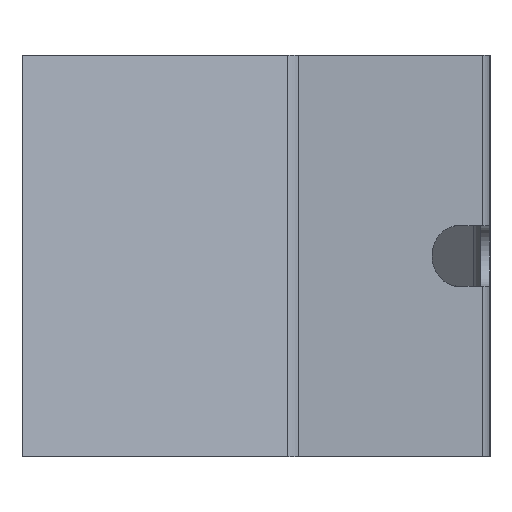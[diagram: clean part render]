
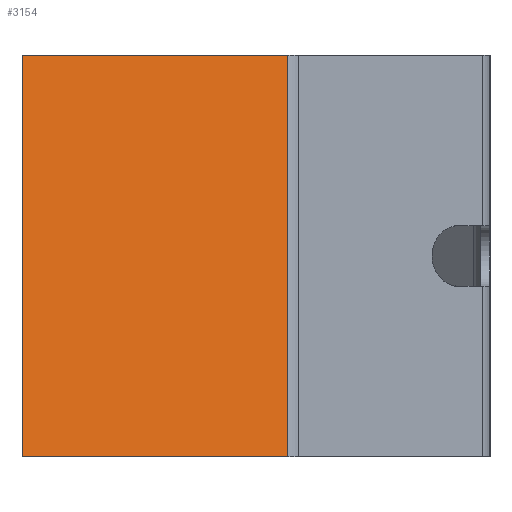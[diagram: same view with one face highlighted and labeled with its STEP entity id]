
A CAD part, left-side view. The second image highlights one B-rep face of the part: STEP entity #3154.
In plain terms, the highlighted planar face has unit normal (-0.915, -0.404, 0).
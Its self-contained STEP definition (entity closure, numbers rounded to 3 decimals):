
#23 = ORIENTED_EDGE ( 'NONE', *, *, #2802, .F. ) ;
#225 = LINE ( 'NONE', #3194, #1776 ) ;
#377 = ORIENTED_EDGE ( 'NONE', *, *, #2744, .T. ) ;
#502 = DIRECTION ( 'NONE',  ( 0.915, 0.404, 0. ) ) ;
#740 = LINE ( 'NONE', #2001, #3196 ) ;
#820 = EDGE_CURVE ( 'NONE', #2119, #1712, #1888, .T. ) ;
#870 = VERTEX_POINT ( 'NONE', #1414 ) ;
#966 = CARTESIAN_POINT ( 'NONE',  ( -184.759, -132.701, -66.25 ) ) ;
#1067 = AXIS2_PLACEMENT_3D ( 'NONE', #1192, #502, #1933 ) ;
#1129 = CARTESIAN_POINT ( 'NONE',  ( -184.759, -132.701, 63.25 ) ) ;
#1178 = DIRECTION ( 'NONE',  ( 0.404, -0.915, 0. ) ) ;
#1192 = CARTESIAN_POINT ( 'NONE',  ( -183.87, -134.716, 63.25 ) ) ;
#1230 = DIRECTION ( 'NONE',  ( 0., 0., -1. ) ) ;
#1292 = ORIENTED_EDGE ( 'NONE', *, *, #1314, .T. ) ;
#1314 = EDGE_CURVE ( 'NONE', #1668, #2119, #225, .T. ) ;
#1414 = CARTESIAN_POINT ( 'NONE',  ( -223.454, -45., 66.25 ) ) ;
#1472 = EDGE_LOOP ( 'NONE', ( #1292, #1754, #23, #377 ) ) ;
#1555 = CARTESIAN_POINT ( 'NONE',  ( -223.454, -45., 66.25 ) ) ;
#1668 = VERTEX_POINT ( 'NONE', #1691 ) ;
#1691 = CARTESIAN_POINT ( 'NONE',  ( -223.454, -45., -66.25 ) ) ;
#1712 = VERTEX_POINT ( 'NONE', #2769 ) ;
#1754 = ORIENTED_EDGE ( 'NONE', *, *, #820, .T. ) ;
#1776 = VECTOR ( 'NONE', #1178, 1000. ) ;
#1888 = LINE ( 'NONE', #1129, #2129 ) ;
#1933 = DIRECTION ( 'NONE',  ( -0.404, 0.915, 0. ) ) ;
#1984 = PLANE ( 'NONE',  #1067 ) ;
#2001 = CARTESIAN_POINT ( 'NONE',  ( -223.454, -45., 63.25 ) ) ;
#2045 = DIRECTION ( 'NONE',  ( 0.404, -0.915, 0. ) ) ;
#2119 = VERTEX_POINT ( 'NONE', #966 ) ;
#2129 = VECTOR ( 'NONE', #2414, 1000. ) ;
#2414 = DIRECTION ( 'NONE',  ( 0., 0., 1. ) ) ;
#2740 = LINE ( 'NONE', #1555, #2888 ) ;
#2744 = EDGE_CURVE ( 'NONE', #870, #1668, #740, .T. ) ;
#2769 = CARTESIAN_POINT ( 'NONE',  ( -184.759, -132.701, 66.25 ) ) ;
#2802 = EDGE_CURVE ( 'NONE', #870, #1712, #2740, .T. ) ;
#2888 = VECTOR ( 'NONE', #2045, 1000. ) ;
#2930 = FACE_OUTER_BOUND ( 'NONE', #1472, .T. ) ;
#3154 = ADVANCED_FACE ( 'NONE', ( #2930 ), #1984, .F. ) ;
#3194 = CARTESIAN_POINT ( 'NONE',  ( -223.454, -45., -66.25 ) ) ;
#3196 = VECTOR ( 'NONE', #1230, 1000. ) ;
